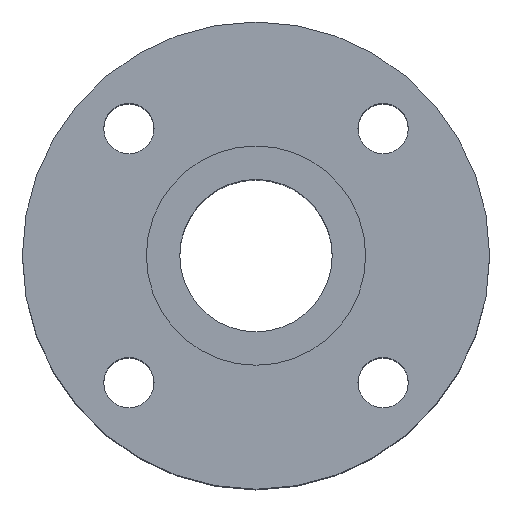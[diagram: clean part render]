
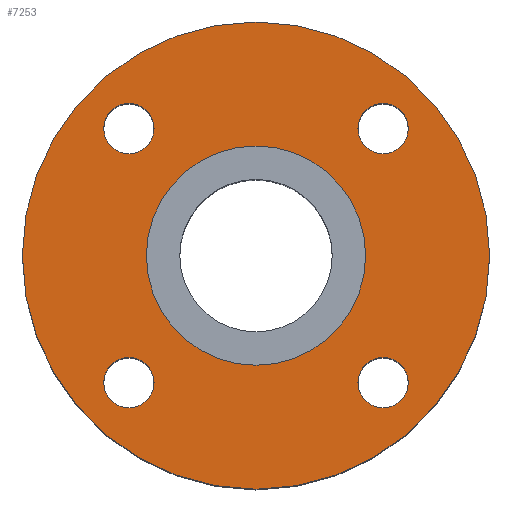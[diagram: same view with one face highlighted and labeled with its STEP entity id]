
A CAD part, top view. The second image highlights one B-rep face of the part: STEP entity #7253.
In plain terms, the highlighted planar face has unit normal (0, 0, 1).
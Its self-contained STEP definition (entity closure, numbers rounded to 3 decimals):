
#83 = DIRECTION ( 'NONE',  ( 0., 0., 1. ) ) ;
#472 = CARTESIAN_POINT ( 'NONE',  ( -28.355, -35.355, -0.4 ) ) ;
#476 = VERTEX_POINT ( 'NONE', #5884 ) ;
#709 = DIRECTION ( 'NONE',  ( 0., 0., 1. ) ) ;
#889 = ORIENTED_EDGE ( 'NONE', *, *, #29199, .F. ) ;
#1152 = DIRECTION ( 'NONE',  ( -1., 0., 0. ) ) ;
#1431 = EDGE_CURVE ( 'NONE', #8939, #19227, #21299, .T. ) ;
#1699 = CIRCLE ( 'NONE', #2640, 7. ) ;
#2001 = DIRECTION ( 'NONE',  ( 0., 1., 0. ) ) ;
#2101 = AXIS2_PLACEMENT_3D ( 'NONE', #22348, #24714, #2001 ) ;
#2299 = CARTESIAN_POINT ( 'NONE',  ( 30.5, 0., -0.4 ) ) ;
#2429 = VERTEX_POINT ( 'NONE', #3323 ) ;
#2640 = AXIS2_PLACEMENT_3D ( 'NONE', #20351, #27172, #6855 ) ;
#3033 = FACE_BOUND ( 'NONE', #4627, .T. ) ;
#3305 = DIRECTION ( 'NONE',  ( 0., 0., 1. ) ) ;
#3312 = CARTESIAN_POINT ( 'NONE',  ( -42.355, 35.355, -0.4 ) ) ;
#3323 = CARTESIAN_POINT ( 'NONE',  ( -28.355, 35.355, -0.4 ) ) ;
#3545 = CARTESIAN_POINT ( 'NONE',  ( -35.355, -35.355, -0.4 ) ) ;
#3682 = AXIS2_PLACEMENT_3D ( 'NONE', #3740, #21986, #5962 ) ;
#3735 = ORIENTED_EDGE ( 'NONE', *, *, #24992, .F. ) ;
#3740 = CARTESIAN_POINT ( 'NONE',  ( 0., 0., -0.4 ) ) ;
#4207 = EDGE_LOOP ( 'NONE', ( #16081, #19309 ) ) ;
#4551 = AXIS2_PLACEMENT_3D ( 'NONE', #7999, #23863, #19552 ) ;
#4606 = EDGE_CURVE ( 'NONE', #19227, #8939, #25466, .T. ) ;
#4627 = EDGE_LOOP ( 'NONE', ( #14131, #889 ) ) ;
#4693 = VERTEX_POINT ( 'NONE', #21539 ) ;
#5181 = CARTESIAN_POINT ( 'NONE',  ( 35.355, 35.355, -0.4 ) ) ;
#5257 = DIRECTION ( 'NONE',  ( 0., -1., 0. ) ) ;
#5419 = CARTESIAN_POINT ( 'NONE',  ( 0., 30.5, -0.4 ) ) ;
#5884 = CARTESIAN_POINT ( 'NONE',  ( 42.355, 35.355, -0.4 ) ) ;
#5962 = DIRECTION ( 'NONE',  ( 1., 0., 0. ) ) ;
#6277 = ORIENTED_EDGE ( 'NONE', *, *, #29103, .F. ) ;
#6721 = EDGE_LOOP ( 'NONE', ( #25235, #3735 ) ) ;
#6855 = DIRECTION ( 'NONE',  ( 0., -1., 0. ) ) ;
#7189 = VERTEX_POINT ( 'NONE', #2299 ) ;
#7253 = ADVANCED_FACE ( 'NONE', ( #25745, #25602, #23371, #3033, #14021, #27977 ), #7651, .F. ) ;
#7355 = EDGE_CURVE ( 'NONE', #17147, #7189, #15787, .T. ) ;
#7503 = CIRCLE ( 'NONE', #24078, 7. ) ;
#7515 = CARTESIAN_POINT ( 'NONE',  ( -35.355, -35.355, -0.4 ) ) ;
#7651 = PLANE ( 'NONE',  #28137 ) ;
#7999 = CARTESIAN_POINT ( 'NONE',  ( 0., 0., -0.4 ) ) ;
#8470 = CARTESIAN_POINT ( 'NONE',  ( 65., 0., -0.4 ) ) ;
#8733 = CIRCLE ( 'NONE', #2101, 7. ) ;
#8939 = VERTEX_POINT ( 'NONE', #8470 ) ;
#8959 = CARTESIAN_POINT ( 'NONE',  ( 35.355, 35.355, -0.4 ) ) ;
#9558 = CARTESIAN_POINT ( 'NONE',  ( -65., 0., -0.4 ) ) ;
#9875 = ORIENTED_EDGE ( 'NONE', *, *, #26279, .F. ) ;
#10715 = CIRCLE ( 'NONE', #4551, 30.5 ) ;
#11366 = EDGE_CURVE ( 'NONE', #2429, #23303, #26267, .T. ) ;
#12240 = DIRECTION ( 'NONE',  ( -1., 0., 0. ) ) ;
#12247 = DIRECTION ( 'NONE',  ( 0., 0., 1. ) ) ;
#12332 = EDGE_CURVE ( 'NONE', #23303, #2429, #8733, .T. ) ;
#12678 = VERTEX_POINT ( 'NONE', #24281 ) ;
#13124 = DIRECTION ( 'NONE',  ( 1., 0., 0. ) ) ;
#13595 = AXIS2_PLACEMENT_3D ( 'NONE', #18602, #27962, #5257 ) ;
#14021 = FACE_BOUND ( 'NONE', #24527, .T. ) ;
#14034 = AXIS2_PLACEMENT_3D ( 'NONE', #3545, #21946, #1152 ) ;
#14131 = ORIENTED_EDGE ( 'NONE', *, *, #25355, .F. ) ;
#14227 = CARTESIAN_POINT ( 'NONE',  ( -30.5, 0., -0.4 ) ) ;
#14457 = DIRECTION ( 'NONE',  ( 0., 0., -1. ) ) ;
#14511 = CIRCLE ( 'NONE', #19238, 7. ) ;
#14693 = VERTEX_POINT ( 'NONE', #472 ) ;
#14721 = DIRECTION ( 'NONE',  ( 1., 0., 0. ) ) ;
#15010 = CARTESIAN_POINT ( 'NONE',  ( 0., 0., -0.4 ) ) ;
#15787 = CIRCLE ( 'NONE', #17702, 30.5 ) ;
#16081 = ORIENTED_EDGE ( 'NONE', *, *, #11366, .F. ) ;
#16305 = DIRECTION ( 'NONE',  ( 1., 0., 0. ) ) ;
#16803 = AXIS2_PLACEMENT_3D ( 'NONE', #20435, #83, #18647 ) ;
#17005 = AXIS2_PLACEMENT_3D ( 'NONE', #8959, #29297, #20520 ) ;
#17147 = VERTEX_POINT ( 'NONE', #14227 ) ;
#17614 = VERTEX_POINT ( 'NONE', #18977 ) ;
#17702 = AXIS2_PLACEMENT_3D ( 'NONE', #28421, #28999, #13124 ) ;
#18290 = EDGE_CURVE ( 'NONE', #4693, #12678, #26467, .T. ) ;
#18602 = CARTESIAN_POINT ( 'NONE',  ( 35.355, -35.355, -0.4 ) ) ;
#18604 = EDGE_LOOP ( 'NONE', ( #6277, #9875 ) ) ;
#18647 = DIRECTION ( 'NONE',  ( 0., 1., 0. ) ) ;
#18969 = VERTEX_POINT ( 'NONE', #22375 ) ;
#18977 = CARTESIAN_POINT ( 'NONE',  ( 28.355, 35.355, -0.4 ) ) ;
#19227 = VERTEX_POINT ( 'NONE', #9558 ) ;
#19238 = AXIS2_PLACEMENT_3D ( 'NONE', #5181, #709, #16305 ) ;
#19309 = ORIENTED_EDGE ( 'NONE', *, *, #12332, .F. ) ;
#19313 = ORIENTED_EDGE ( 'NONE', *, *, #7355, .F. ) ;
#19377 = ORIENTED_EDGE ( 'NONE', *, *, #4606, .T. ) ;
#19552 = DIRECTION ( 'NONE',  ( 1., 0., 0. ) ) ;
#20207 = EDGE_LOOP ( 'NONE', ( #22294, #19377 ) ) ;
#20351 = CARTESIAN_POINT ( 'NONE',  ( 35.355, -35.355, -0.4 ) ) ;
#20435 = CARTESIAN_POINT ( 'NONE',  ( -35.355, 35.355, -0.4 ) ) ;
#20520 = DIRECTION ( 'NONE',  ( 1., 0., 0. ) ) ;
#21299 = CIRCLE ( 'NONE', #24137, 65. ) ;
#21539 = CARTESIAN_POINT ( 'NONE',  ( 42.355, -35.355, -0.4 ) ) ;
#21946 = DIRECTION ( 'NONE',  ( 0., 0., 1. ) ) ;
#21986 = DIRECTION ( 'NONE',  ( 0., 0., 1. ) ) ;
#22294 = ORIENTED_EDGE ( 'NONE', *, *, #1431, .T. ) ;
#22348 = CARTESIAN_POINT ( 'NONE',  ( -35.355, 35.355, -0.4 ) ) ;
#22375 = CARTESIAN_POINT ( 'NONE',  ( -42.355, -35.355, -0.4 ) ) ;
#22568 = CIRCLE ( 'NONE', #14034, 7. ) ;
#23303 = VERTEX_POINT ( 'NONE', #3312 ) ;
#23371 = FACE_BOUND ( 'NONE', #4207, .T. ) ;
#23635 = CIRCLE ( 'NONE', #17005, 7. ) ;
#23863 = DIRECTION ( 'NONE',  ( 0., 0., 1. ) ) ;
#24078 = AXIS2_PLACEMENT_3D ( 'NONE', #7515, #12247, #25753 ) ;
#24137 = AXIS2_PLACEMENT_3D ( 'NONE', #15010, #3305, #14721 ) ;
#24281 = CARTESIAN_POINT ( 'NONE',  ( 28.355, -35.355, -0.4 ) ) ;
#24527 = EDGE_LOOP ( 'NONE', ( #26299, #19313 ) ) ;
#24714 = DIRECTION ( 'NONE',  ( 0., 0., 1. ) ) ;
#24992 = EDGE_CURVE ( 'NONE', #12678, #4693, #1699, .T. ) ;
#25235 = ORIENTED_EDGE ( 'NONE', *, *, #18290, .F. ) ;
#25355 = EDGE_CURVE ( 'NONE', #476, #17614, #14511, .T. ) ;
#25466 = CIRCLE ( 'NONE', #3682, 65. ) ;
#25566 = EDGE_CURVE ( 'NONE', #7189, #17147, #10715, .T. ) ;
#25602 = FACE_BOUND ( 'NONE', #18604, .T. ) ;
#25745 = FACE_BOUND ( 'NONE', #6721, .T. ) ;
#25753 = DIRECTION ( 'NONE',  ( -1., 0., 0. ) ) ;
#26267 = CIRCLE ( 'NONE', #16803, 7. ) ;
#26279 = EDGE_CURVE ( 'NONE', #18969, #14693, #22568, .T. ) ;
#26299 = ORIENTED_EDGE ( 'NONE', *, *, #25566, .F. ) ;
#26467 = CIRCLE ( 'NONE', #13595, 7. ) ;
#27172 = DIRECTION ( 'NONE',  ( 0., 0., 1. ) ) ;
#27962 = DIRECTION ( 'NONE',  ( 0., 0., 1. ) ) ;
#27977 = FACE_OUTER_BOUND ( 'NONE', #20207, .T. ) ;
#28137 = AXIS2_PLACEMENT_3D ( 'NONE', #5419, #14457, #12240 ) ;
#28421 = CARTESIAN_POINT ( 'NONE',  ( 0., 0., -0.4 ) ) ;
#28999 = DIRECTION ( 'NONE',  ( 0., 0., 1. ) ) ;
#29103 = EDGE_CURVE ( 'NONE', #14693, #18969, #7503, .T. ) ;
#29199 = EDGE_CURVE ( 'NONE', #17614, #476, #23635, .T. ) ;
#29297 = DIRECTION ( 'NONE',  ( 0., 0., 1. ) ) ;
